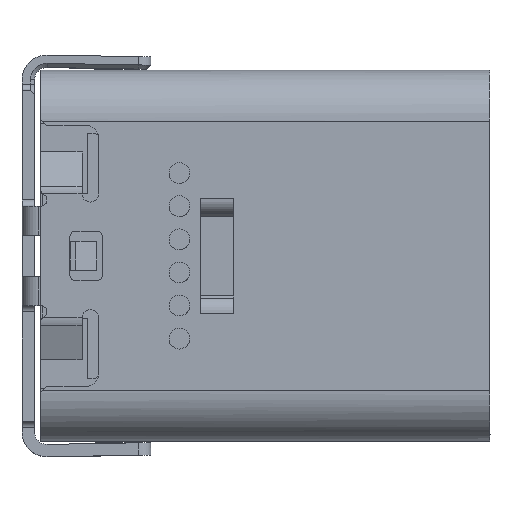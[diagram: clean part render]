
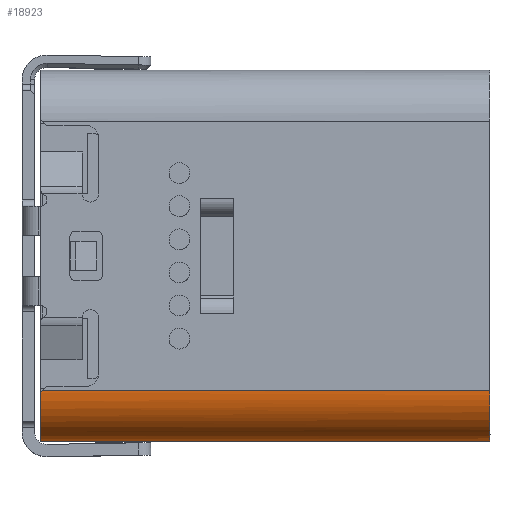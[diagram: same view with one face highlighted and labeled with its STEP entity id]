
A CAD part, top view. The second image highlights one B-rep face of the part: STEP entity #18923.
In plain terms, the highlighted cylindrical face has radius 1.23 mm (diameter 2.46 mm), a partial arc.
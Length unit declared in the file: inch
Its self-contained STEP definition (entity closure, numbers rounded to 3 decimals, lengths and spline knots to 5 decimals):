
#338 = VECTOR ( 'NONE', #4823, 39.37008 ) ;
#726 = CARTESIAN_POINT ( 'NONE',  ( -0.18307, -0.14193, 0.06168 ) ) ;
#2201 = VERTEX_POINT ( 'NONE', #25124 ) ;
#3256 = CYLINDRICAL_SURFACE ( 'NONE', #7449, 0.04843 ) ;
#3505 = DIRECTION ( 'NONE',  ( 1., 0., 0. ) ) ;
#3731 = VERTEX_POINT ( 'NONE', #49486 ) ;
#3933 = CARTESIAN_POINT ( 'NONE',  ( 0.24409, -0.16668, 0.04354 ) ) ;
#4056 = CARTESIAN_POINT ( 'NONE',  ( -0.18241, -0.17638, 0.01378 ) ) ;
#4577 = B_SPLINE_CURVE_WITH_KNOTS ( 'NONE', 3,
 ( #33472, #38240, #50707, #9071 ),
 .UNSPECIFIED., .F., .F.,
 ( 4, 4 ),
 ( 0., 1. ),
 .UNSPECIFIED. ) ;
#4823 = DIRECTION ( 'NONE',  ( 1., 0., 0. ) ) ;
#5071 = EDGE_CURVE ( 'NONE', #47069, #36822, #4577, .T. ) ;
#5937 = B_SPLINE_CURVE_WITH_KNOTS ( 'NONE', 3,
 ( #15745, #52346, #31910, #11768, #27917, #44128 ),
 .UNSPECIFIED., .F., .F.,
 ( 4, 2, 4 ),
 ( 0., 0.5, 1. ),
 .UNSPECIFIED. ) ;
#7219 = B_SPLINE_CURVE_WITH_KNOTS ( 'NONE', 3,
 ( #23605, #40035, #19878, #24117, #3933, #36039 ),
 .UNSPECIFIED., .F., .F.,
 ( 4, 2, 4 ),
 ( 0., 0.5, 1. ),
 .UNSPECIFIED. ) ;
#7449 = AXIS2_PLACEMENT_3D ( 'NONE', #31630, #3505, #19197 ) ;
#7854 = ORIENTED_EDGE ( 'NONE', *, *, #23758, .T. ) ;
#8213 = CARTESIAN_POINT ( 'NONE',  ( -0.18307, -0.16219, 0.04802 ) ) ;
#8777 = CARTESIAN_POINT ( 'NONE',  ( -0.18307, -0.17628, 0.01693 ) ) ;
#9071 = CARTESIAN_POINT ( 'NONE',  ( -0.18307, -0.12992, 0.06216 ) ) ;
#10026 = VECTOR ( 'NONE', #23681, 39.37008 ) ;
#10674 = VERTEX_POINT ( 'NONE', #8213 ) ;
#11768 = CARTESIAN_POINT ( 'NONE',  ( 0.24409, -0.14063, 0.06094 ) ) ;
#15214 = CARTESIAN_POINT ( 'NONE',  ( 0.03051, -0.17638, 0.01378 ) ) ;
#15745 = CARTESIAN_POINT ( 'NONE',  ( 0.24409, -0.16219, 0.04802 ) ) ;
#16657 = CARTESIAN_POINT ( 'NONE',  ( -0.18307, -0.12992, 0.06216 ) ) ;
#16952 = CARTESIAN_POINT ( 'NONE',  ( -0.18307, -0.15369, 0.05652 ) ) ;
#17825 = LINE ( 'NONE', #41185, #338 ) ;
#18923 = ADVANCED_FACE ( 'NONE', ( #39877 ), #3256, .T. ) ;
#19197 = DIRECTION ( 'NONE',  ( 0., 0., -1. ) ) ;
#19878 = CARTESIAN_POINT ( 'NONE',  ( 0.24409, -0.17512, 0.02645 ) ) ;
#20213 = CARTESIAN_POINT ( 'NONE',  ( -0.18307, -0.17552, 0.02853 ) ) ;
#20920 = CARTESIAN_POINT ( 'NONE',  ( -0.18307, -0.12992, 0.06216 ) ) ;
#21114 = EDGE_CURVE ( 'NONE', #32775, #47605, #51553, .T. ) ;
#23037 = ORIENTED_EDGE ( 'NONE', *, *, #33813, .T. ) ;
#23605 = CARTESIAN_POINT ( 'NONE',  ( 0.24409, -0.17638, 0.01378 ) ) ;
#23681 = DIRECTION ( 'NONE',  ( 1., 0., 0. ) ) ;
#23758 = EDGE_CURVE ( 'NONE', #10674, #26895, #34297, .T. ) ;
#24117 = CARTESIAN_POINT ( 'NONE',  ( 0.24409, -0.17027, 0.03817 ) ) ;
#25093 = CARTESIAN_POINT ( 'NONE',  ( 0.24409, -0.17638, 0.01378 ) ) ;
#25124 = CARTESIAN_POINT ( 'NONE',  ( 0.24409, -0.12795, 0.0622 ) ) ;
#25889 = B_SPLINE_CURVE_WITH_KNOTS ( 'NONE', 3,
 ( #27767, #28012, #39988, #35992 ),
 .UNSPECIFIED., .F., .F.,
 ( 4, 4 ),
 ( 0., 1. ),
 .UNSPECIFIED. ) ;
#26895 = VERTEX_POINT ( 'NONE', #35377 ) ;
#27767 = CARTESIAN_POINT ( 'NONE',  ( -0.18307, -0.17628, 0.01693 ) ) ;
#27917 = CARTESIAN_POINT ( 'NONE',  ( 0.24409, -0.13429, 0.0622 ) ) ;
#28012 = CARTESIAN_POINT ( 'NONE',  ( -0.18307, -0.17635, 0.01583 ) ) ;
#31630 = CARTESIAN_POINT ( 'NONE',  ( 0.03051, -0.12795, 0.01378 ) ) ;
#31700 = EDGE_CURVE ( 'NONE', #3731, #2201, #5937, .T. ) ;
#31910 = CARTESIAN_POINT ( 'NONE',  ( 0.24409, -0.15234, 0.05609 ) ) ;
#32775 = VERTEX_POINT ( 'NONE', #4056 ) ;
#32815 = ORIENTED_EDGE ( 'NONE', *, *, #47230, .T. ) ;
#33104 = CARTESIAN_POINT ( 'NONE',  ( -0.18307, -0.16219, 0.04802 ) ) ;
#33472 = CARTESIAN_POINT ( 'NONE',  ( -0.1811, -0.12795, 0.0622 ) ) ;
#33627 = B_SPLINE_CURVE_WITH_KNOTS ( 'NONE', 3,
 ( #20920, #726, #16952, #33104 ),
 .UNSPECIFIED., .F., .F.,
 ( 4, 4 ),
 ( 0., 1. ),
 .UNSPECIFIED. ) ;
#33813 = EDGE_CURVE ( 'NONE', #36822, #10674, #33627, .T. ) ;
#34146 = ORIENTED_EDGE ( 'NONE', *, *, #21114, .T. ) ;
#34297 = B_SPLINE_CURVE_WITH_KNOTS ( 'NONE', 3,
 ( #48333, #48590, #20213, #8777 ),
 .UNSPECIFIED., .F., .F.,
 ( 4, 4 ),
 ( 0., 1. ),
 .UNSPECIFIED. ) ;
#35275 = CARTESIAN_POINT ( 'NONE',  ( -0.1811, -0.12795, 0.0622 ) ) ;
#35377 = CARTESIAN_POINT ( 'NONE',  ( -0.18307, -0.17628, 0.01693 ) ) ;
#35992 = CARTESIAN_POINT ( 'NONE',  ( -0.18241, -0.17638, 0.01378 ) ) ;
#36039 = CARTESIAN_POINT ( 'NONE',  ( 0.24409, -0.16219, 0.04802 ) ) ;
#36117 = EDGE_CURVE ( 'NONE', #47069, #2201, #17825, .T. ) ;
#36822 = VERTEX_POINT ( 'NONE', #16657 ) ;
#38240 = CARTESIAN_POINT ( 'NONE',  ( -0.18176, -0.12861, 0.0622 ) ) ;
#39421 = ORIENTED_EDGE ( 'NONE', *, *, #5071, .T. ) ;
#39851 = ORIENTED_EDGE ( 'NONE', *, *, #31700, .T. ) ;
#39877 = FACE_OUTER_BOUND ( 'NONE', #41615, .T. ) ;
#39988 = CARTESIAN_POINT ( 'NONE',  ( -0.18285, -0.17638, 0.01478 ) ) ;
#40035 = CARTESIAN_POINT ( 'NONE',  ( 0.24409, -0.17638, 0.02012 ) ) ;
#41185 = CARTESIAN_POINT ( 'NONE',  ( 0., -0.12795, 0.0622 ) ) ;
#41615 = EDGE_LOOP ( 'NONE', ( #45381, #39421, #23037, #7854, #44147, #34146, #32815, #39851 ) ) ;
#41773 = EDGE_CURVE ( 'NONE', #26895, #32775, #25889, .T. ) ;
#44128 = CARTESIAN_POINT ( 'NONE',  ( 0.24409, -0.12795, 0.0622 ) ) ;
#44147 = ORIENTED_EDGE ( 'NONE', *, *, #41773, .T. ) ;
#45381 = ORIENTED_EDGE ( 'NONE', *, *, #36117, .F. ) ;
#47069 = VERTEX_POINT ( 'NONE', #35275 ) ;
#47230 = EDGE_CURVE ( 'NONE', #47605, #3731, #7219, .T. ) ;
#47605 = VERTEX_POINT ( 'NONE', #25093 ) ;
#48333 = CARTESIAN_POINT ( 'NONE',  ( -0.18307, -0.16219, 0.04802 ) ) ;
#48590 = CARTESIAN_POINT ( 'NONE',  ( -0.18307, -0.17042, 0.0398 ) ) ;
#49486 = CARTESIAN_POINT ( 'NONE',  ( 0.24409, -0.16219, 0.04802 ) ) ;
#50707 = CARTESIAN_POINT ( 'NONE',  ( -0.18241, -0.12927, 0.06219 ) ) ;
#51553 = LINE ( 'NONE', #15214, #10026 ) ;
#52346 = CARTESIAN_POINT ( 'NONE',  ( 0.24409, -0.15771, 0.0525 ) ) ;
